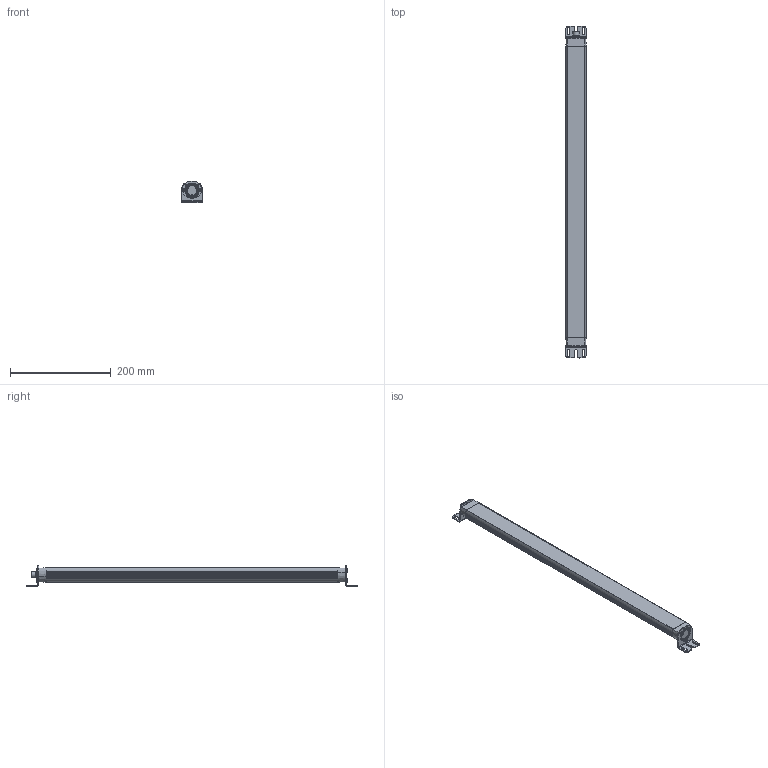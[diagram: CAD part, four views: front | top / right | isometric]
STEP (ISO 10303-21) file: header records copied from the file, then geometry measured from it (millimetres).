
FILE_DESCRIPTION(('CATIA V5 STEP Exchange','CAx-IF Rec.Pracs.--- Model Styling and Organization---1.4--- 2014-01-23'),'2;1');
FILE_NAME ('1483030-1_0', '2022-11-07T09:51:02+00:00', ('none'), ('Weidmueller'), 'CATIA Version 5-6 Release 2016 SP3 HF44', 'CATIA V5 STEP AP214', 'none');
FILE_SCHEMA(('AUTOMOTIVE_DESIGN { 1 0 10303 214 1 1 1 1 }'));
Length unit declared in the file: millimetre
Products named in the file (1): 2899540000
Bounding box: 40.01 x 660.32 x 42 mm (x, y, z)
Volume: 556969.3 mm3; surface area: 119105.6 mm2
Topology: 10 solids, 10 shells, 1145 faces, 3325 edges, 2165 vertices
Faces by surface type: cylinder 477, plane 335, cone 200, bspline 79, torus 38, sphere 16
Entity records: 41805 total; most frequent: CARTESIAN_POINT 14358, ORIENTED_EDGE 6594, DIRECTION 4216, EDGE_CURVE 3297, VERTEX_POINT 2165, AXIS2_PLACEMENT_3D 2148, EDGE_LOOP 1236, ADVANCED_FACE 1145
